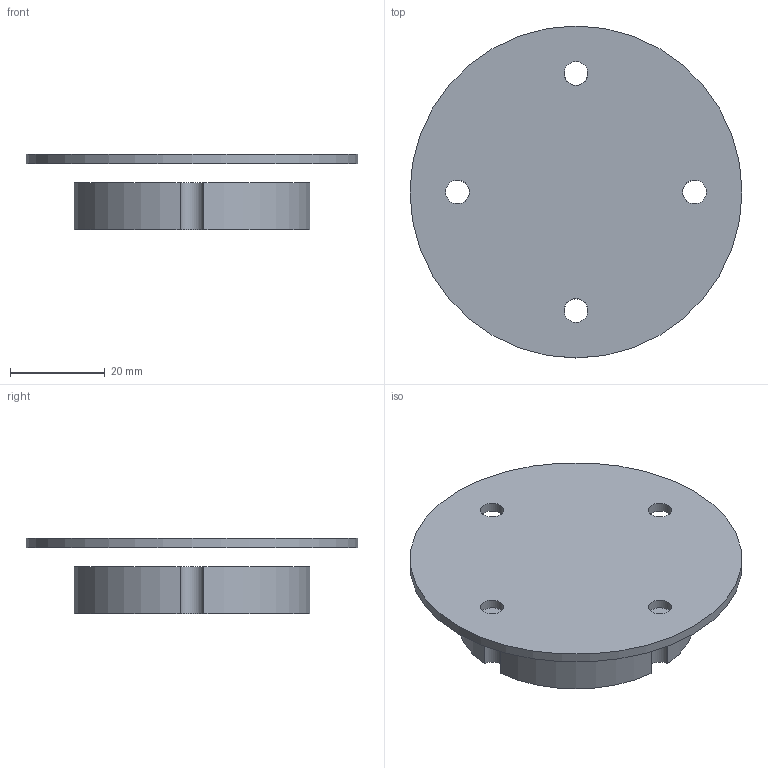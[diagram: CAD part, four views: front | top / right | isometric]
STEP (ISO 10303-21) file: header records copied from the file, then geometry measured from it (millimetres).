
FILE_DESCRIPTION(('Zoo Text-to-CAD'),'1');
FILE_NAME('Zoo Text-to-CAD model','2024-08-19T15:25:17',('Author'),('Zoo'),'Zoo Text-to-CAD','text-to-cad.zoo.dev','Unknown');
FILE_SCHEMA(('AUTOMOTIVE_DESIGN { 1 0 10303 214 1 1 1 1 }'));
Length unit declared in the file: millimetre
Products named in the file (4): Zoo Text-to-CAD
Assembly tree (3 placements, depth 3):
  Zoo Text-to-CAD
    Zoo Text-to-CAD
      Zoo Text-to-CAD
      Zoo Text-to-CAD
Bounding box: 70 x 70 x 16 mm (x, y, z)
Volume: 26790.4 mm3; surface area: 13630.3 mm2
Topology: 2 solids, 2 shells, 17 faces, 39 edges, 26 vertices
Faces by surface type: cylinder 13, plane 4
Full cylindrical faces by diameter (mm): 5 x4, 70 x1
Entity records: 1101 total; most frequent: CARTESIAN_POINT 246, DIRECTION 158, ORIENTED_EDGE 78, PCURVE 78, DEFINITIONAL_REPRESENTATION 78, LINE 49, VECTOR 49, AXIS2_PLACEMENT_3D 47
